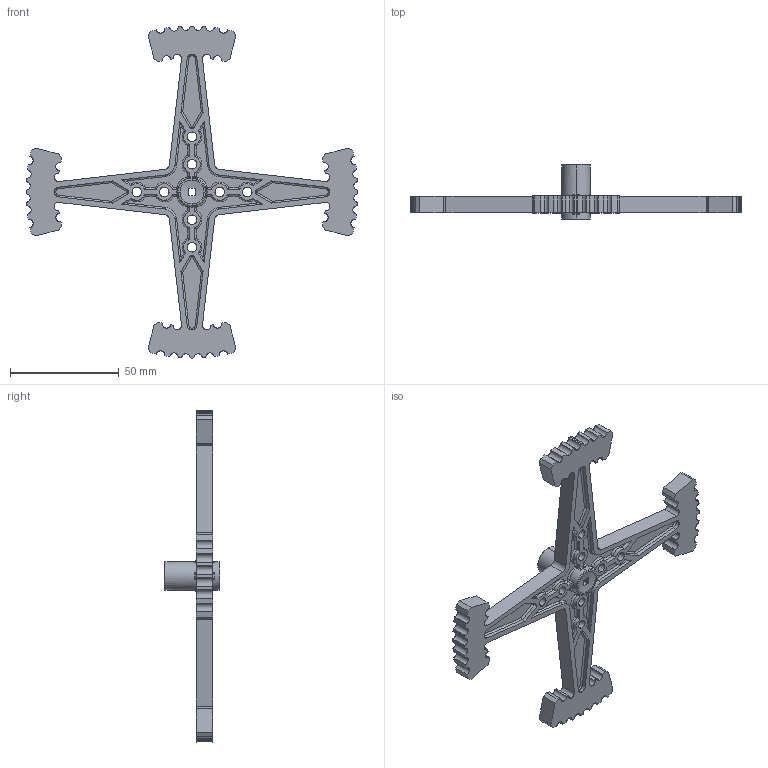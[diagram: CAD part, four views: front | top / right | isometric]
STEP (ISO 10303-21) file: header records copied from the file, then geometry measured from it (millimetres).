
FILE_DESCRIPTION (( 'STEP AP203' ), '1' );
FILE_NAME ('276-2218-STEP.STEP', '2011-04-22T18:30:00', ( 'vex_intern' ), ( 'Microsoft' ), 'SwSTEP 2.0', 'SolidWorks 2010', '' );
FILE_SCHEMA (( 'CONFIG_CONTROL_DESIGN' ));
Length unit declared in the file: inch
Products named in the file (1): 276-2218-STEP
Bounding box: 152.4 x 25.4 x 152.4 mm (x, y, z)
Volume: 34330.4 mm3; surface area: 22616.1 mm2
Topology: 1 solids, 1 shells, 654 faces, 1726 edges, 1078 vertices
Faces by surface type: cylinder 341, plane 200, bspline 103, torus 8, sphere 2
Entity records: 25809 total; most frequent: CARTESIAN_POINT 10090, ORIENTED_EDGE 3436, DIRECTION 3166, EDGE_CURVE 1718, AXIS2_PLACEMENT_3D 1182, VERTEX_POINT 1078, VECTOR 802, LINE 802
